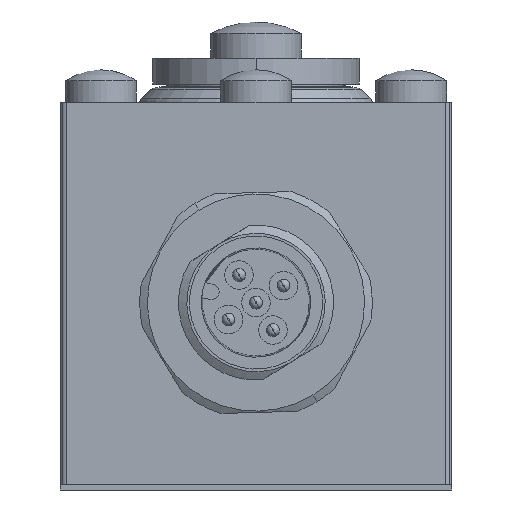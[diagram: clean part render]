
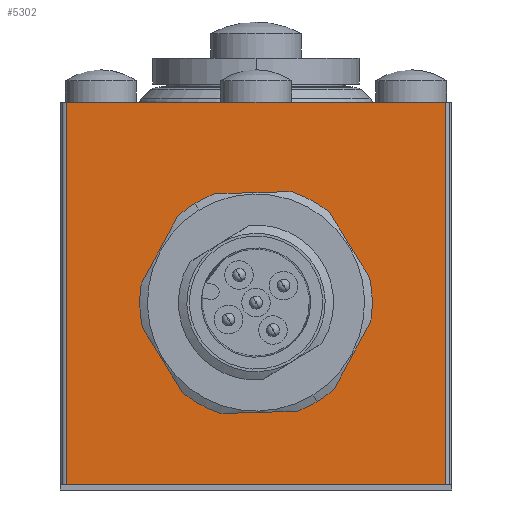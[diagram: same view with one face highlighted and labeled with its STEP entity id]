
A CAD part, front view. The second image highlights one B-rep face of the part: STEP entity #5302.
In plain terms, the highlighted planar face has unit normal (0, -1, 0).
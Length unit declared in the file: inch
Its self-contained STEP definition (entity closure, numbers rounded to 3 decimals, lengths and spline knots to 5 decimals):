
#113 = CARTESIAN_POINT ( 'NONE',  ( -0.31496, -2.14567, 0.57087 ) ) ;
#374 = DIRECTION ( 'NONE',  ( -1., 0., 0. ) ) ;
#550 = VECTOR ( 'NONE', #15154, 39.37008 ) ;
#613 = ORIENTED_EDGE ( 'NONE', *, *, #615, .T. ) ;
#615 = EDGE_CURVE ( 'NONE', #13357, #6042, #14474, .T. ) ;
#1521 = EDGE_LOOP ( 'NONE', ( #7583, #6364, #3350, #613, #12665, #7905 ) ) ;
#1530 = CARTESIAN_POINT ( 'NONE',  ( 0.57677, -2.14567, 1.1811 ) ) ;
#1564 = VECTOR ( 'NONE', #12684, 39.37008 ) ;
#1567 = DIRECTION ( 'NONE',  ( 0., 0., -1. ) ) ;
#1720 = EDGE_CURVE ( 'NONE', #13630, #5144, #13441, .T. ) ;
#1769 = ORIENTED_EDGE ( 'NONE', *, *, #10972, .T. ) ;
#1772 = LINE ( 'NONE', #10202, #10471 ) ;
#1946 = CARTESIAN_POINT ( 'NONE',  ( 0.47244, -2.14567, 1.1811 ) ) ;
#1982 = EDGE_CURVE ( 'NONE', #3552, #10901, #5685, .T. ) ;
#3350 = ORIENTED_EDGE ( 'NONE', *, *, #14138, .T. ) ;
#3552 = VERTEX_POINT ( 'NONE', #12020 ) ;
#3585 = CARTESIAN_POINT ( 'NONE',  ( 0.59646, -2.14567, 0. ) ) ;
#3642 = VERTEX_POINT ( 'NONE', #7044 ) ;
#3864 = VECTOR ( 'NONE', #1567, 39.37008 ) ;
#3882 = CARTESIAN_POINT ( 'NONE',  ( 0., -2.14567, 0.57087 ) ) ;
#4210 = DIRECTION ( 'NONE',  ( 1., 0., 0. ) ) ;
#4870 = ORIENTED_EDGE ( 'NONE', *, *, #1720, .T. ) ;
#5096 = DIRECTION ( 'NONE',  ( 1., 0., 0. ) ) ;
#5144 = VERTEX_POINT ( 'NONE', #113 ) ;
#5185 = CARTESIAN_POINT ( 'NONE',  ( -0.47244, -2.14567, 1.1811 ) ) ;
#5302 = ADVANCED_FACE ( 'NONE', ( #11477, #8211 ), #13917, .T. ) ;
#5320 = CARTESIAN_POINT ( 'NONE',  ( 0., -2.14567, 0.57087 ) ) ;
#5369 = DIRECTION ( 'NONE',  ( 0., 1., 0. ) ) ;
#5685 = LINE ( 'NONE', #7129, #14556 ) ;
#5700 = AXIS2_PLACEMENT_3D ( 'NONE', #3585, #7311, #15943 ) ;
#6042 = VERTEX_POINT ( 'NONE', #10050 ) ;
#6364 = ORIENTED_EDGE ( 'NONE', *, *, #11463, .F. ) ;
#6609 = CARTESIAN_POINT ( 'NONE',  ( -0.57677, -2.14567, 0.01575 ) ) ;
#7044 = CARTESIAN_POINT ( 'NONE',  ( -0.57677, -2.14567, 1.1811 ) ) ;
#7129 = CARTESIAN_POINT ( 'NONE',  ( -0.57677, -2.14567, 0.01575 ) ) ;
#7311 = DIRECTION ( 'NONE',  ( 0., -1., 0. ) ) ;
#7583 = ORIENTED_EDGE ( 'NONE', *, *, #1982, .T. ) ;
#7905 = ORIENTED_EDGE ( 'NONE', *, *, #10675, .F. ) ;
#8211 = FACE_OUTER_BOUND ( 'NONE', #1521, .T. ) ;
#8268 = AXIS2_PLACEMENT_3D ( 'NONE', #3882, #9861, #5096 ) ;
#8493 = LINE ( 'NONE', #11568, #3864 ) ;
#9463 = EDGE_LOOP ( 'NONE', ( #4870, #1769 ) ) ;
#9763 = CARTESIAN_POINT ( 'NONE',  ( 0.57677, -2.14567, 0.01575 ) ) ;
#9861 = DIRECTION ( 'NONE',  ( 0., 1., 0. ) ) ;
#10032 = CARTESIAN_POINT ( 'NONE',  ( 0.31496, -2.14567, 0.57087 ) ) ;
#10050 = CARTESIAN_POINT ( 'NONE',  ( -0.47244, -2.14567, 1.1811 ) ) ;
#10202 = CARTESIAN_POINT ( 'NONE',  ( 0.57677, -2.14567, 1.1811 ) ) ;
#10203 = CARTESIAN_POINT ( 'NONE',  ( 0.47244, -2.14567, 1.1811 ) ) ;
#10471 = VECTOR ( 'NONE', #15112, 39.37008 ) ;
#10675 = EDGE_CURVE ( 'NONE', #3552, #3642, #15932, .T. ) ;
#10901 = VERTEX_POINT ( 'NONE', #9763 ) ;
#10972 = EDGE_CURVE ( 'NONE', #5144, #13630, #11306, .T. ) ;
#11306 = CIRCLE ( 'NONE', #15843, 0.31496 ) ;
#11423 = EDGE_CURVE ( 'NONE', #6042, #3642, #11776, .T. ) ;
#11463 = EDGE_CURVE ( 'NONE', #12518, #10901, #8493, .T. ) ;
#11477 = FACE_BOUND ( 'NONE', #9463, .T. ) ;
#11568 = CARTESIAN_POINT ( 'NONE',  ( 0.57677, -2.14567, 1.1811 ) ) ;
#11579 = VECTOR ( 'NONE', #374, 39.37008 ) ;
#11776 = LINE ( 'NONE', #5185, #11579 ) ;
#12020 = CARTESIAN_POINT ( 'NONE',  ( -0.57677, -2.14567, 0.01575 ) ) ;
#12205 = DIRECTION ( 'NONE',  ( 1., 0., 0. ) ) ;
#12518 = VERTEX_POINT ( 'NONE', #1530 ) ;
#12665 = ORIENTED_EDGE ( 'NONE', *, *, #11423, .T. ) ;
#12684 = DIRECTION ( 'NONE',  ( -1., 0., 0. ) ) ;
#13357 = VERTEX_POINT ( 'NONE', #1946 ) ;
#13441 = CIRCLE ( 'NONE', #8268, 0.31496 ) ;
#13630 = VERTEX_POINT ( 'NONE', #10032 ) ;
#13917 = PLANE ( 'NONE',  #5700 ) ;
#14138 = EDGE_CURVE ( 'NONE', #12518, #13357, #1772, .T. ) ;
#14474 = LINE ( 'NONE', #10203, #1564 ) ;
#14556 = VECTOR ( 'NONE', #12205, 39.37008 ) ;
#15112 = DIRECTION ( 'NONE',  ( -1., 0., 0. ) ) ;
#15154 = DIRECTION ( 'NONE',  ( 0., 0., 1. ) ) ;
#15843 = AXIS2_PLACEMENT_3D ( 'NONE', #5320, #5369, #4210 ) ;
#15932 = LINE ( 'NONE', #6609, #550 ) ;
#15943 = DIRECTION ( 'NONE',  ( 0., 0., -1. ) ) ;
